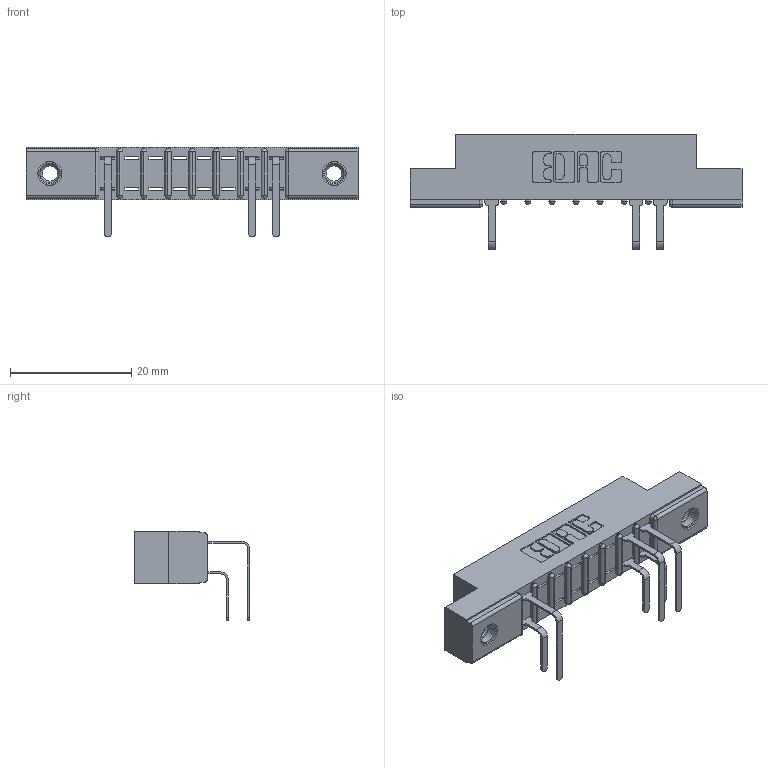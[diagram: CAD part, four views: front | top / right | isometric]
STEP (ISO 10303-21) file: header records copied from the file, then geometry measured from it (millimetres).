
FILE_DESCRIPTION (( 'STEP AP203' ), '1' );
FILE_NAME ('357-016-558-207.STEP', '2018-08-08T03:05:31', ( '' ), ( '' ), 'SwSTEP 2.0', 'SolidWorks 2016', '' );
FILE_SCHEMA (( 'CONFIG_CONTROL_DESIGN' ));
Length unit declared in the file: inch
Products named in the file (5): 357-016-558-207; 307 Part_.156 Dia Mounting Holes; 307-290-001_558 559 - 1 (Single); 307-290-001_558 - 2 (Single); 345-250-001_345-250-005-103
Assembly tree (9 placements, depth 2):
  357-016-558-207
    307 Part_.156 Dia Mounting Holes
    307-290-001_558 559 - 1 (Single)  x3
    307-290-001_558 - 2 (Single)  x3
    345-250-001_345-250-005-103  x2
Bounding box: 54.71 x 18.96 x 14.81 mm (x, y, z)
Volume: 3463.9 mm3; surface area: 4811.3 mm2
Topology: 9 solids, 9 shells, 587 faces, 1631 edges, 1046 vertices
Faces by surface type: plane 360, cylinder 193, sphere 18, cone 12, torus 4
Entity records: 13618 total; most frequent: CARTESIAN_POINT 2267, ORIENTED_EDGE 2246, DIRECTION 2233, EDGE_CURVE 1123, LINE 845, VECTOR 845, VERTEX_POINT 728, AXIS2_PLACEMENT_3D 694
